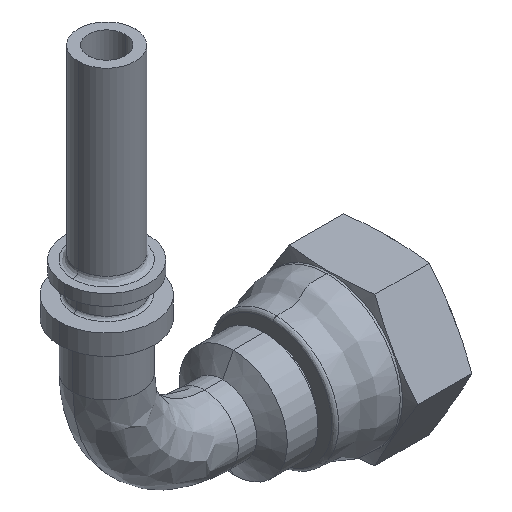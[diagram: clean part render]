
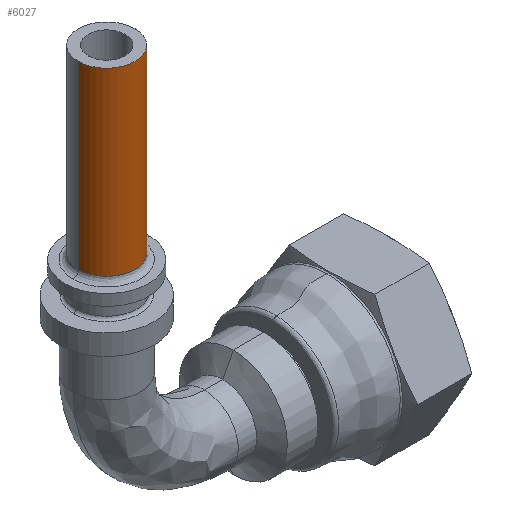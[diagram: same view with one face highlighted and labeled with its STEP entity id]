
A CAD part, isometric view. The second image highlights one B-rep face of the part: STEP entity #6027.
In plain terms, the highlighted cylindrical face has radius 4.2 mm (diameter 8.4 mm), a partial arc.
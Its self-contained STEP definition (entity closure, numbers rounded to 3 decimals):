
#723 = ORIENTED_EDGE ( 'NONE', *, *, #12836, .F. ) ;
#724 = ORIENTED_EDGE ( 'NONE', *, *, #12817, .T. ) ;
#725 = ORIENTED_EDGE ( 'NONE', *, *, #12806, .T. ) ;
#726 = ORIENTED_EDGE ( 'NONE', *, *, #12815, .F. ) ;
#1022 = CARTESIAN_POINT ( 'NONE',  ( -19.1, 0., 29.801 ) ) ;
#1209 = EDGE_LOOP ( 'NONE', ( #726, #725, #724, #723 ) ) ;
#1403 = AXIS2_PLACEMENT_3D ( 'NONE', #4362, #4351, #4365 ) ;
#1468 = VERTEX_POINT ( 'NONE', #1022 ) ;
#1504 = VERTEX_POINT ( 'NONE', #2247 ) ;
#1507 = VERTEX_POINT ( 'NONE', #2250 ) ;
#1511 = VERTEX_POINT ( 'NONE', #2190 ) ;
#1551 = AXIS2_PLACEMENT_3D ( 'NONE', #10685, #10686, #10687 ) ;
#1563 = CIRCLE ( 'NONE', #1551, 4.2 ) ;
#1670 = AXIS2_PLACEMENT_3D ( 'NONE', #10952, #10953, #10954 ) ;
#1676 = CIRCLE ( 'NONE', #1670, 4.2 ) ;
#1747 = VECTOR ( 'NONE', #10772, 1000. ) ;
#1754 = VECTOR ( 'NONE', #10778, 1000. ) ;
#2190 = CARTESIAN_POINT ( 'NONE',  ( -19.1, 0., 56.501 ) ) ;
#2247 = CARTESIAN_POINT ( 'NONE',  ( -27.5, 0., 29.801 ) ) ;
#2250 = CARTESIAN_POINT ( 'NONE',  ( -27.5, 0., 56.501 ) ) ;
#4351 = DIRECTION ( 'NONE',  ( 0., 0., 1. ) ) ;
#4361 = FACE_OUTER_BOUND ( 'NONE', #1209, .T. ) ;
#4362 = CARTESIAN_POINT ( 'NONE',  ( -23.3, 0., 49.001 ) ) ;
#4364 = CYLINDRICAL_SURFACE ( 'NONE', #1403, 4.2 ) ;
#4365 = DIRECTION ( 'NONE',  ( 1., 0., 0. ) ) ;
#6027 = ADVANCED_FACE ( 'NONE', ( #4361 ), #4364, .T. ) ;
#10685 = CARTESIAN_POINT ( 'NONE',  ( -23.3, 0., 29.801 ) ) ;
#10686 = DIRECTION ( 'NONE',  ( 0., 0., 1. ) ) ;
#10687 = DIRECTION ( 'NONE',  ( -1., 0., 0. ) ) ;
#10705 = CARTESIAN_POINT ( 'NONE',  ( -27.5, 0., 49.001 ) ) ;
#10767 = CARTESIAN_POINT ( 'NONE',  ( -19.1, 0., 49.001 ) ) ;
#10768 = LINE ( 'NONE', #10705, #1747 ) ;
#10772 = DIRECTION ( 'NONE',  ( 0., 0., 1. ) ) ;
#10774 = LINE ( 'NONE', #10767, #1754 ) ;
#10778 = DIRECTION ( 'NONE',  ( 0., 0., 1. ) ) ;
#10952 = CARTESIAN_POINT ( 'NONE',  ( -23.3, 0., 56.501 ) ) ;
#10953 = DIRECTION ( 'NONE',  ( 0., 0., 1. ) ) ;
#10954 = DIRECTION ( 'NONE',  ( 1., 0., 0. ) ) ;
#12806 = EDGE_CURVE ( 'NONE', #1504, #1468, #1563, .T. ) ;
#12815 = EDGE_CURVE ( 'NONE', #1504, #1507, #10768, .T. ) ;
#12817 = EDGE_CURVE ( 'NONE', #1468, #1511, #10774, .T. ) ;
#12836 = EDGE_CURVE ( 'NONE', #1507, #1511, #1676, .T. ) ;
